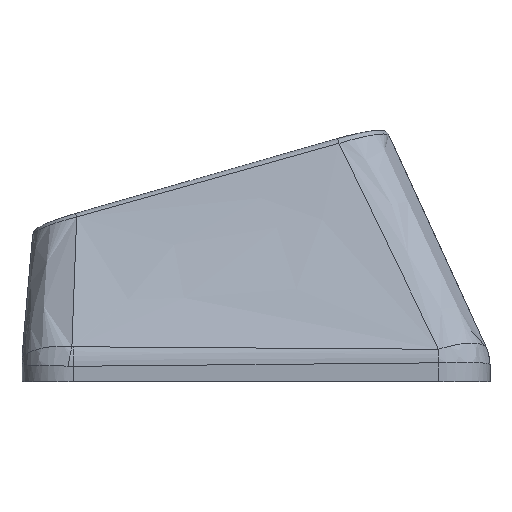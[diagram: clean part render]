
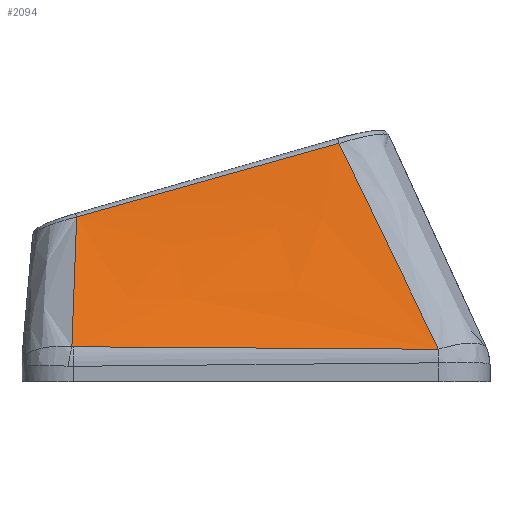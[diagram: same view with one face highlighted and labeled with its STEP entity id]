
A CAD part, left-side view. The second image highlights one B-rep face of the part: STEP entity #2094.
In plain terms, the highlighted free-form (B-spline) face has degree [3, 3] with [4, 4] control points.
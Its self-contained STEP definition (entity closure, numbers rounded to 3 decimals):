
#52=B_SPLINE_SURFACE_WITH_KNOTS('',3,3,((#5238,#5239,#5240,#5241),(#5242,
#5243,#5244,#5245),(#5246,#5247,#5248,#5249),(#5250,#5251,#5252,#5253)),
 .UNSPECIFIED.,.F.,.F.,.F.,(4,4),(4,4),(0.104,0.893),
(0.025,0.97),.UNSPECIFIED.);
#226=FACE_OUTER_BOUND('',#334,.T.);
#334=EDGE_LOOP('',(#1863,#1864,#1865,#1866,#1867,#1868));
#520=B_SPLINE_CURVE_WITH_KNOTS('',3,(#4764,#4765,#4766,#4767),
 .UNSPECIFIED.,.F.,.F.,(4,4),(0.,0.),.UNSPECIFIED.);
#522=B_SPLINE_CURVE_WITH_KNOTS('',3,(#4791,#4792,#4793,#4794),
 .UNSPECIFIED.,.F.,.F.,(4,4),(0.,1.416),.UNSPECIFIED.);
#524=B_SPLINE_CURVE_WITH_KNOTS('',3,(#4818,#4819,#4820,#4821),
 .UNSPECIFIED.,.F.,.F.,(4,4),(0.,0.005),
 .UNSPECIFIED.);
#546=B_SPLINE_CURVE_WITH_KNOTS('',3,(#5228,#5229,#5230,#5231),
 .UNSPECIFIED.,.F.,.F.,(4,4),(-0.605,-0.02),
 .UNSPECIFIED.);
#548=B_SPLINE_CURVE_WITH_KNOTS('',3,(#5255,#5256,#5257,#5258),
 .UNSPECIFIED.,.F.,.F.,(4,4),(0.024,0.961),
 .UNSPECIFIED.);
#549=B_SPLINE_CURVE_WITH_KNOTS('',3,(#5259,#5260,#5261,#5262),
 .UNSPECIFIED.,.F.,.F.,(4,4),(-1.057,0.),.UNSPECIFIED.);
#938=VERTEX_POINT('',#4723);
#942=VERTEX_POINT('',#4757);
#944=VERTEX_POINT('',#4784);
#946=VERTEX_POINT('',#4811);
#973=VERTEX_POINT('',#5227);
#974=VERTEX_POINT('',#5254);
#1242=EDGE_CURVE('',#938,#942,#520,.T.);
#1245=EDGE_CURVE('',#942,#944,#522,.T.);
#1248=EDGE_CURVE('',#944,#946,#524,.T.);
#1289=EDGE_CURVE('',#946,#973,#546,.T.);
#1291=EDGE_CURVE('',#974,#938,#548,.T.);
#1292=EDGE_CURVE('',#973,#974,#549,.T.);
#1863=ORIENTED_EDGE('',*,*,#1248,.F.);
#1864=ORIENTED_EDGE('',*,*,#1245,.F.);
#1865=ORIENTED_EDGE('',*,*,#1242,.F.);
#1866=ORIENTED_EDGE('',*,*,#1291,.F.);
#1867=ORIENTED_EDGE('',*,*,#1292,.F.);
#1868=ORIENTED_EDGE('',*,*,#1289,.F.);
#2094=ADVANCED_FACE('',(#226),#52,.T.);
#4723=CARTESIAN_POINT('',(-11.366,-7.081,0.254));
#4757=CARTESIAN_POINT('',(-11.366,-7.077,0.254));
#4764=CARTESIAN_POINT('Ctrl Pts',(-11.366,-7.081,0.254));
#4765=CARTESIAN_POINT('Ctrl Pts',(-11.366,-7.08,0.254));
#4766=CARTESIAN_POINT('Ctrl Pts',(-11.366,-7.079,0.254));
#4767=CARTESIAN_POINT('Ctrl Pts',(-11.366,-7.077,0.254));
#4784=CARTESIAN_POINT('',(-11.256,7.091,0.351));
#4791=CARTESIAN_POINT('Ctrl Pts',(-11.366,-7.077,0.254));
#4792=CARTESIAN_POINT('Ctrl Pts',(-11.346,-2.356,0.278));
#4793=CARTESIAN_POINT('Ctrl Pts',(-11.319,2.366,0.309));
#4794=CARTESIAN_POINT('Ctrl Pts',(-11.256,7.091,0.351));
#4811=CARTESIAN_POINT('',(-11.253,7.145,0.356));
#4818=CARTESIAN_POINT('Ctrl Pts',(-11.256,7.091,0.351));
#4819=CARTESIAN_POINT('Ctrl Pts',(-11.256,7.109,0.351));
#4820=CARTESIAN_POINT('Ctrl Pts',(-11.255,7.127,0.353));
#4821=CARTESIAN_POINT('Ctrl Pts',(-11.253,7.145,0.356));
#5227=CARTESIAN_POINT('',(-8.34,6.96,5.386));
#5228=CARTESIAN_POINT('Ctrl Pts',(-11.253,7.145,0.356));
#5229=CARTESIAN_POINT('Ctrl Pts',(-10.273,7.066,2.029));
#5230=CARTESIAN_POINT('Ctrl Pts',(-9.301,7.001,3.706));
#5231=CARTESIAN_POINT('Ctrl Pts',(-8.34,6.96,5.386));
#5238=CARTESIAN_POINT('Ctrl Pts',(-8.319,-3.64,8.36));
#5239=CARTESIAN_POINT('Ctrl Pts',(-9.335,-4.787,5.658));
#5240=CARTESIAN_POINT('Ctrl Pts',(-10.351,-5.934,2.956));
#5241=CARTESIAN_POINT('Ctrl Pts',(-11.366,-7.081,0.254));
#5242=CARTESIAN_POINT('Ctrl Pts',(-8.319,-0.032,
7.36));
#5243=CARTESIAN_POINT('Ctrl Pts',(-9.335,-0.801,
4.981));
#5244=CARTESIAN_POINT('Ctrl Pts',(-10.351,-1.571,2.602));
#5245=CARTESIAN_POINT('Ctrl Pts',(-11.366,-2.34,0.224));
#5246=CARTESIAN_POINT('Ctrl Pts',(-8.319,3.575,6.359));
#5247=CARTESIAN_POINT('Ctrl Pts',(-9.335,3.184,4.304));
#5248=CARTESIAN_POINT('Ctrl Pts',(-10.351,2.793,2.249));
#5249=CARTESIAN_POINT('Ctrl Pts',(-11.366,2.402,0.193));
#5250=CARTESIAN_POINT('Ctrl Pts',(-8.319,7.183,5.359));
#5251=CARTESIAN_POINT('Ctrl Pts',(-9.335,7.17,3.627));
#5252=CARTESIAN_POINT('Ctrl Pts',(-10.351,7.156,1.895));
#5253=CARTESIAN_POINT('Ctrl Pts',(-11.366,7.143,0.163));
#5254=CARTESIAN_POINT('',(-8.319,-3.22,8.243));
#5255=CARTESIAN_POINT('Ctrl Pts',(-8.319,-3.22,8.243));
#5256=CARTESIAN_POINT('Ctrl Pts',(-9.35,-4.518,5.589));
#5257=CARTESIAN_POINT('Ctrl Pts',(-10.362,-5.803,2.924));
#5258=CARTESIAN_POINT('Ctrl Pts',(-11.366,-7.081,0.254));
#5259=CARTESIAN_POINT('Ctrl Pts',(-8.34,6.96,5.386));
#5260=CARTESIAN_POINT('Ctrl Pts',(-8.333,3.565,6.33));
#5261=CARTESIAN_POINT('Ctrl Pts',(-8.326,0.172,7.285));
#5262=CARTESIAN_POINT('Ctrl Pts',(-8.319,-3.22,8.243));
